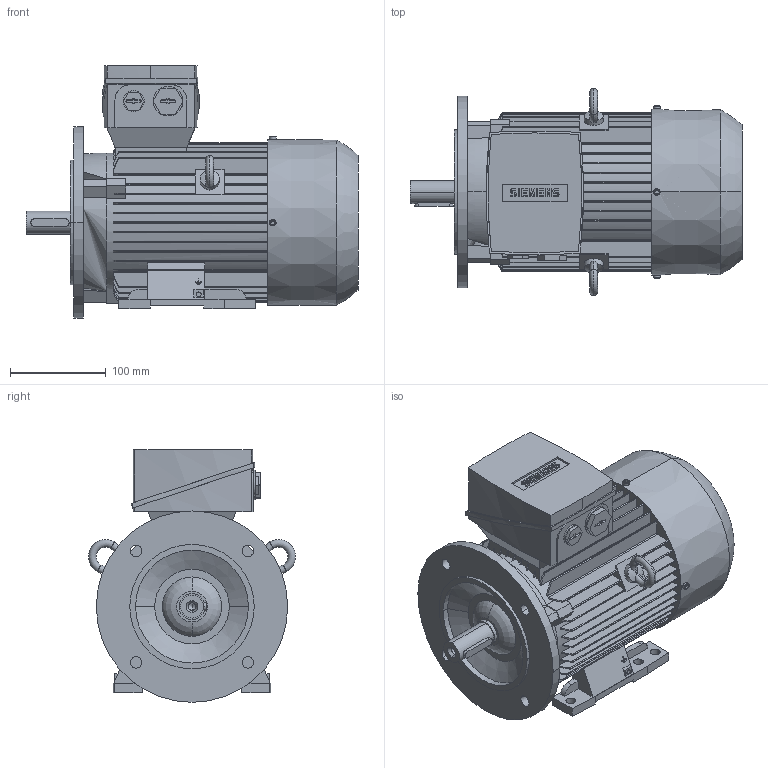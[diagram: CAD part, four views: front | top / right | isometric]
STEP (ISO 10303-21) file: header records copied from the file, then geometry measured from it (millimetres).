
FILE_DESCRIPTION(('STEP AP214'),'1');
FILE_NAME('cctmp_88E82B15-82E1-4DFA-BB72-676A1CC59D6A_2023_06_26_14_14_16_0693..stp','2023-06-26T12:14:17',('SIEMENS A&D'),('CADClick - www.CADClick.com'),'Spatial InterOp 3D',' ','unknown authorization');
FILE_SCHEMA(('AUTOMOTIVE_DESIGN'));
Length unit declared in the file: millimetre
Products named in the file (1): 1
Bounding box: 347 x 216.39 x 264 mm (x, y, z)
Volume: 6881739.2 mm3; surface area: 481828.4 mm2
Topology: 5 solids, 5 shells, 775 faces, 2179 edges, 1431 vertices
Faces by surface type: plane 482, cylinder 211, torus 60, cone 18, sphere 4
Entity records: 33012 total; most frequent: CARTESIAN_POINT 6374, ORIENTED_EDGE 4330, DIRECTION 4229, EDGE_CURVE 2165, VERTEX_POINT 1431, AXIS2_PLACEMENT_3D 1413, LINE 1403, VECTOR 1403
